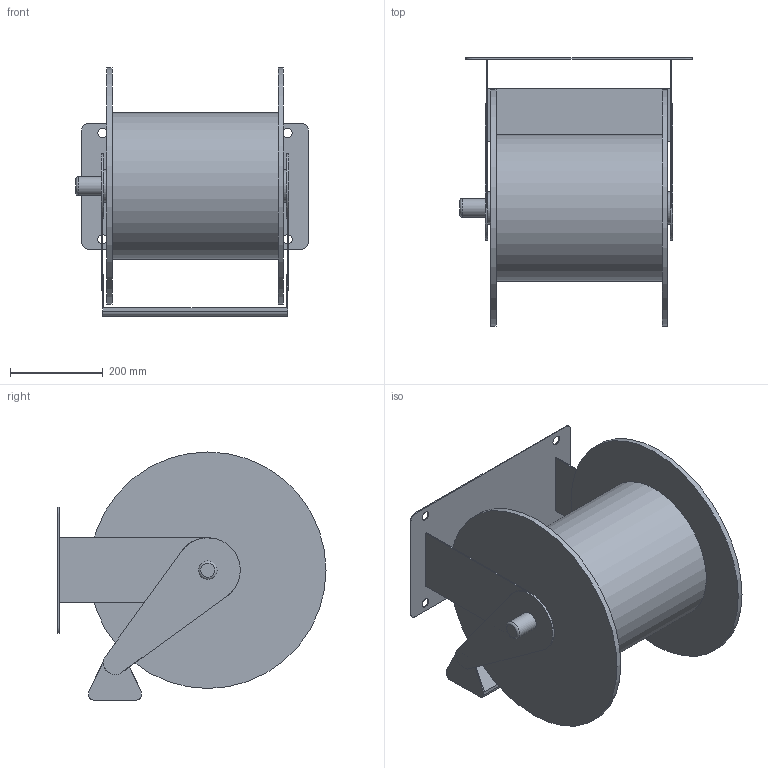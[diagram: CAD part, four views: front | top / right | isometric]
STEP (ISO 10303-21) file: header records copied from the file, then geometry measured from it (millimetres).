
FILE_DESCRIPTION( ( 'Unknown' ), '1' );
FILE_NAME( 'Serie 560.stp', 'Unknown', ( 'Unknown' ), ( 'Unknown' ), 'PSStep 17.0.49', 'Unknown', ' ' );
FILE_SCHEMA( ( 'AUTOMOTIVE_DESIGN { 1 0 10303 214 1 1 1 1 }' ) );
Length unit declared in the file: millimetre
Products named in the file (1): 1
Bounding box: 501 x 578 x 535 mm (x, y, z)
Volume: 34494279.5 mm3; surface area: 1719918.5 mm2
Topology: 1 solids, 1 shells, 62 faces, 159 edges, 104 vertices
Faces by surface type: plane 41, cylinder 20, torus 1
Full cylindrical faces by diameter (mm): 20 x4, 40 x1, 70 x2, 316 x1, 510 x2
Entity records: 2318 total; most frequent: DIRECTION 316, CARTESIAN_POINT 305, ORIENTED_EDGE 286, EDGE_CURVE 143, AXIS2_PLACEMENT_3D 110, VERTEX_POINT 99, LINE 96, VECTOR 96
